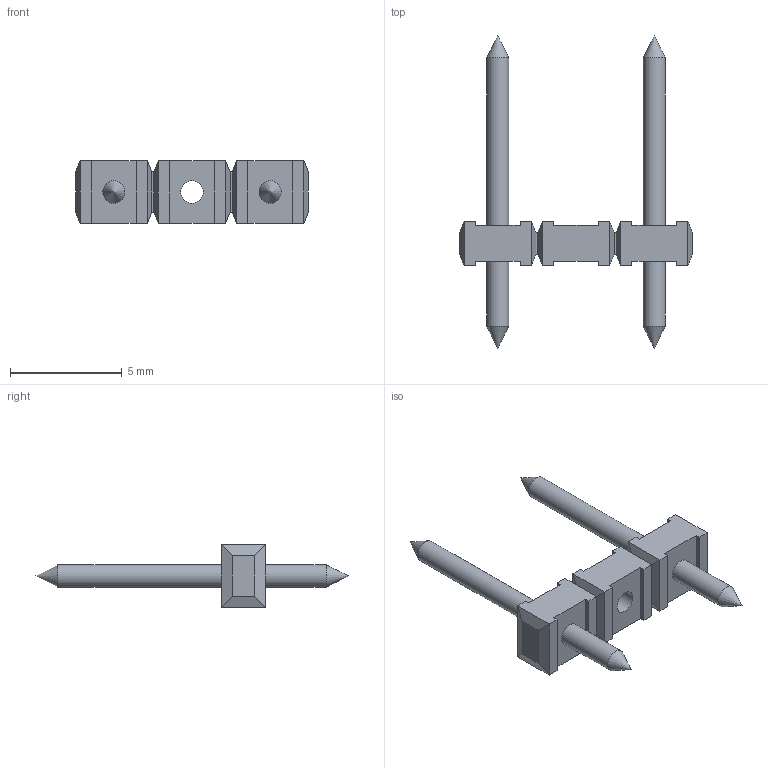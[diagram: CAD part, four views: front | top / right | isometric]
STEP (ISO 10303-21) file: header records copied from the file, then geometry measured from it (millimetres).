
FILE_DESCRIPTION(('STEP AP214'),'1');
FILE_NAME('PVS02-7.stp','2018-11-20T16:58:13',(' '),(' '),'Spatial InterOp 3D',' ',' ');
FILE_SCHEMA(('AUTOMOTIVE_DESIGN { 1 0 10303 214 1 1 1 1 }'));
Length unit declared in the file: metre
Products named in the file (1): 1
Bounding box: 10.4 x 14 x 2.8 mm (x, y, z)
Volume: 64.4 mm3; surface area: 190.3 mm2
Topology: 1 solids, 1 shells, 79 faces, 192 edges, 115 vertices
Faces by surface type: plane 70, cylinder 5, cone 4
Full cylindrical faces by diameter (mm): 1 x5
Entity records: 2767 total; most frequent: CARTESIAN_POINT 364, ORIENTED_EDGE 348, DIRECTION 344, EDGE_CURVE 174, LINE 164, VECTOR 164, VERTEX_POINT 110, AXIS2_PLACEMENT_3D 90
